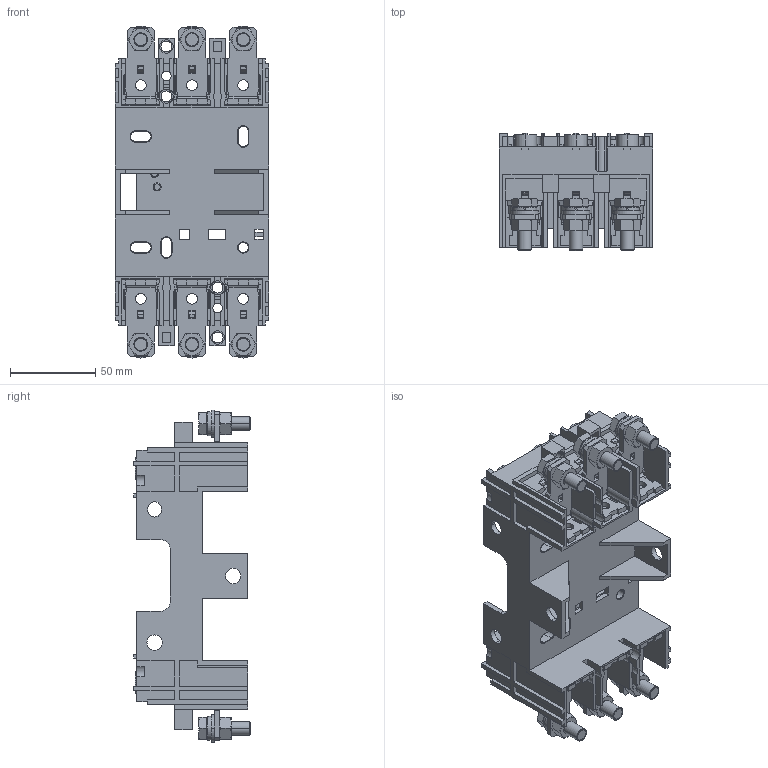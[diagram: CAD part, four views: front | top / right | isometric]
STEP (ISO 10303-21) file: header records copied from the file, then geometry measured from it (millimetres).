
FILE_DESCRIPTION((''),'2;1');
FILE_NAME('NM8-125-3P_F_ASM','2021-09-06T15:40:12',('zhxmin'),(''),'CREO PARAMETRIC BY PTC INC, 2018020','CREO PARAMETRIC BY PTC INC, 2018020','');
FILE_SCHEMA(('CONFIG_CONTROL_DESIGN','SHAPE_APPEARANCE_LAYERS_GROUPS'));
Products named in the file (56): 8-022-189_1_2; 8-236-076_1_2; ST29X10-F-GB845_SOLID_1-26459_1; ST29X10-F-GB845_QUILT_1-27413_1; ST29X10-F-GB845_SOLID_1-27527_1; ST29X10-F-GB845_QUILT_1-28481_1; 8-775-106-33539_1; 8-775-106-34551_1; 8-775-106-35563_1; 8-775-106-36575_1; 8-775-106-37587_1; 8-775-106-38599_1; 8-585-437-39611_1; 8-585-437-40482_1; 8-585-437-41353_1; 8-585-437-42224_1; 8-585-437-43095_1; 8-585-437-43966_1; D8_GB9074_24-44837; D8_GB9074_26-44931; M8X25_GB5783_SOLID_1-45081; M8X25_GB5783_QUILT_1-45689; M8_GB6170_SOLID_1-45795; M8_GB6170_QUILT_1-46629; D8_GB9074_24-46703; D8_GB9074_26-46797; M8X25_GB5783_SOLID_1-46947; M8X25_GB5783_QUILT_1-47555; M8_GB6170_SOLID_1-47661; M8_GB6170_QUILT_1-48495; D8_GB9074_24-48569; D8_GB9074_26-48663; M8X25_GB5783_SOLID_1-48813; M8X25_GB5783_QUILT_1-49421; M8_GB6170_SOLID_1-49527; M8_GB6170_QUILT_1-50361; D8_GB9074_24-50435; D8_GB9074_26-50529; M8X25_GB5783_SOLID_1-50679; M8X25_GB5783_QUILT_1-51287 ...
Assembly tree (55 placements, depth 3):
  NM8-125-3P_F_ASM
    NM8-125_ASM
      8-022-189_1_2
      8-236-076_1_2
      ST29X10-F-GB845_SOLID_1-26459_1
      ST29X10-F-GB845_QUILT_1-27413_1
      ST29X10-F-GB845_SOLID_1-27527_1
      ST29X10-F-GB845_QUILT_1-28481_1
      8-775-106-33539_1
      8-775-106-34551_1
      8-775-106-35563_1
      8-775-106-36575_1
      8-775-106-37587_1
      8-775-106-38599_1
      8-585-437-39611_1
      8-585-437-40482_1
      8-585-437-41353_1
      8-585-437-42224_1
      8-585-437-43095_1
      8-585-437-43966_1
      D8_GB9074_24-44837
      D8_GB9074_26-44931
      M8X25_GB5783_SOLID_1-45081
      M8X25_GB5783_QUILT_1-45689
      M8_GB6170_SOLID_1-45795
      M8_GB6170_QUILT_1-46629
      D8_GB9074_24-46703
      D8_GB9074_26-46797
      M8X25_GB5783_SOLID_1-46947
      M8X25_GB5783_QUILT_1-47555
      M8_GB6170_SOLID_1-47661
      M8_GB6170_QUILT_1-48495
      D8_GB9074_24-48569
      D8_GB9074_26-48663
      M8X25_GB5783_SOLID_1-48813
      M8X25_GB5783_QUILT_1-49421
      M8_GB6170_SOLID_1-49527
      M8_GB6170_QUILT_1-50361
      D8_GB9074_24-50435
      D8_GB9074_26-50529
      M8X25_GB5783_SOLID_1-50679
      M8X25_GB5783_QUILT_1-51287
      M8_GB6170_SOLID_1-51393
      M8_GB6170_QUILT_1-52227
      D8_GB9074_24-52301
      D8_GB9074_26-52395
      M8X25_GB5783_SOLID_1-52545
      M8X25_GB5783_QUILT_1-53153
      M8_GB6170_SOLID_1-53259
      M8_GB6170_QUILT_1-54093
      D8_GB9074_24-54167
      D8_GB9074_26-54261
      M8X25_GB5783_SOLID_1-54411
      M8X25_GB5783_QUILT_1-55019
      M8_GB6170_SOLID_1-55125
      M8_GB6170_QUILT_1-55959
Bounding box: 90 x 68.4 x 194.4 mm (x, y, z)
Volume: 197443.6 mm3; surface area: 193296.6 mm2
Topology: 40 solids, 54 shells, 2288 faces, 6434 edges, 4280 vertices
Faces by surface type: plane 1464, cylinder 609, cone 180, torus 31, sphere 4
Entity records: 89948 total; most frequent: CARTESIAN_POINT 15152, ORIENTED_EDGE 12812, DIRECTION 12605, EDGE_CURVE 6434, VECTOR 4313, LINE 4313, VERTEX_POINT 4280, AXIS2_PLACEMENT_3D 4146
